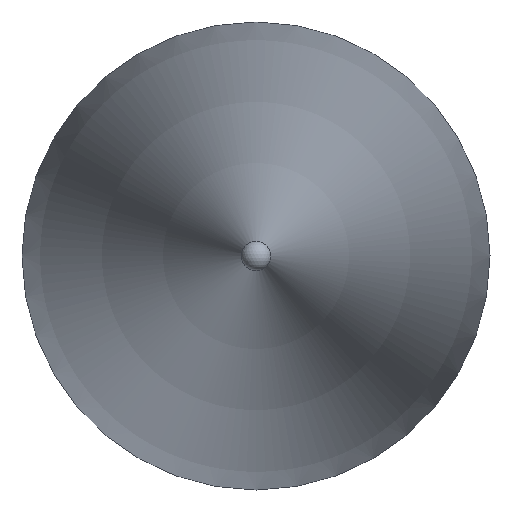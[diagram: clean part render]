
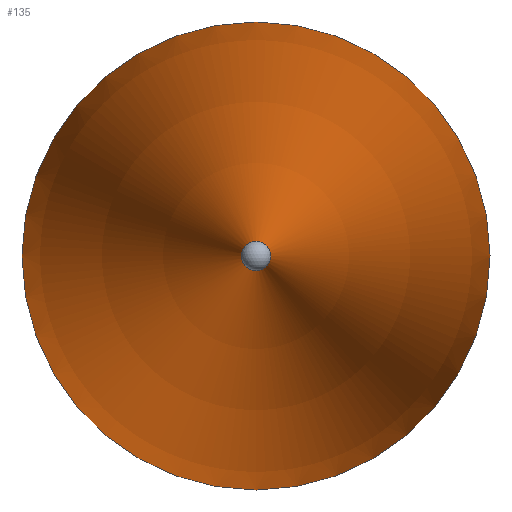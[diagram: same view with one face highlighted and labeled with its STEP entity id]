
A CAD part, left-side view. The second image highlights one B-rep face of the part: STEP entity #135.
In plain terms, the highlighted toroidal (fillet/blend) face has major radius 1261.34 mm and minor radius 1300.73 mm.
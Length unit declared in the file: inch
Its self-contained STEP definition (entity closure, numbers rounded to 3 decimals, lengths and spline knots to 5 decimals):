
#2 = EDGE_LOOP ( 'NONE', ( #123 ) ) ;
#8 = CARTESIAN_POINT ( 'NONE',  ( 12.50761, 0., 0. ) ) ;
#10 = CARTESIAN_POINT ( 'NONE',  ( 12.81595, 1.55, 0. ) ) ;
#15 = CIRCLE ( 'NONE', #35, 1.55 ) ;
#30 = TOROIDAL_SURFACE ( 'NONE', #97, -49.65895, 51.20988 ) ;
#35 = AXIS2_PLACEMENT_3D ( 'NONE', #72, #63, #109 ) ;
#54 = DIRECTION ( 'NONE',  ( 1., 0., 0. ) ) ;
#56 = DIRECTION ( 'NONE',  ( 0., 1., 0. ) ) ;
#57 = CIRCLE ( 'NONE', #120, 0.09716 ) ;
#63 = DIRECTION ( 'NONE',  ( 1., 0., 0. ) ) ;
#72 = CARTESIAN_POINT ( 'NONE',  ( 12.81595, 0., 0. ) ) ;
#77 = EDGE_CURVE ( 'NONE', #139, #139, #15, .T. ) ;
#91 = EDGE_LOOP ( 'NONE', ( #94 ) ) ;
#94 = ORIENTED_EDGE ( 'NONE', *, *, #77, .F. ) ;
#97 = AXIS2_PLACEMENT_3D ( 'NONE', #8, #54, #56 ) ;
#98 = CARTESIAN_POINT ( 'NONE',  ( 0.39229, 0.09716, 0. ) ) ;
#99 = DIRECTION ( 'NONE',  ( 1., 0., 0. ) ) ;
#109 = DIRECTION ( 'NONE',  ( 0., 1., 0. ) ) ;
#110 = DIRECTION ( 'NONE',  ( 0., 1., 0. ) ) ;
#113 = EDGE_CURVE ( 'NONE', #128, #128, #57, .T. ) ;
#114 = FACE_OUTER_BOUND ( 'NONE', #2, .T. ) ;
#120 = AXIS2_PLACEMENT_3D ( 'NONE', #145, #99, #110 ) ;
#123 = ORIENTED_EDGE ( 'NONE', *, *, #113, .T. ) ;
#128 = VERTEX_POINT ( 'NONE', #98 ) ;
#135 = ADVANCED_FACE ( 'NONE', ( #114, #138 ), #30, .T. ) ;
#138 = FACE_OUTER_BOUND ( 'NONE', #91, .T. ) ;
#139 = VERTEX_POINT ( 'NONE', #10 ) ;
#145 = CARTESIAN_POINT ( 'NONE',  ( 0.39229, 0., 0. ) ) ;
